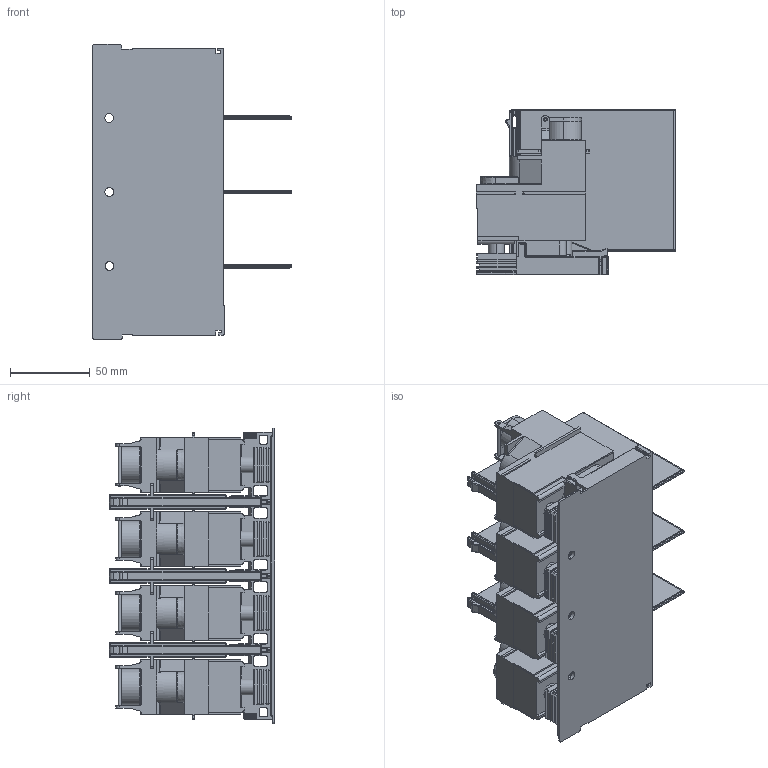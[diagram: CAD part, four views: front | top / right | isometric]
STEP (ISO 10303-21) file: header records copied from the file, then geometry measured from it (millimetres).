
FILE_DESCRIPTION((''),'2;1');
FILE_NAME('1SDH002065A1164_IGES','2020-07-21T16:10:59',('ITMADEL7'),(''),'CREO PARAMETRIC BY PTC INC, 2019030','CREO PARAMETRIC BY PTC INC, 2019030','');
FILE_SCHEMA(('AUTOMOTIVE_DESIGN { 1 0 10303 214 1 1 1 1 }'));
Products named in the file (1): 1SDH002065A1164_IGES
Bounding box: 125.3 x 103.71 x 185.53 mm (x, y, z)
Volume: 550978.2 mm3; surface area: 353676.6 mm2
Topology: 8 solids, 16 shells, 3663 faces, 9168 edges, 5554 vertices
Faces by surface type: cylinder 1393, plane 1285, torus 414, bspline 250, sphere 173, cone 148
Entity records: 148923 total; most frequent: CARTESIAN_POINT 50544, DIRECTION 18685, ORIENTED_EDGE 18192, EDGE_CURVE 9128, AXIS2_PLACEMENT_3D 6932, VERTEX_POINT 5554, VECTOR 4821, LINE 4821
